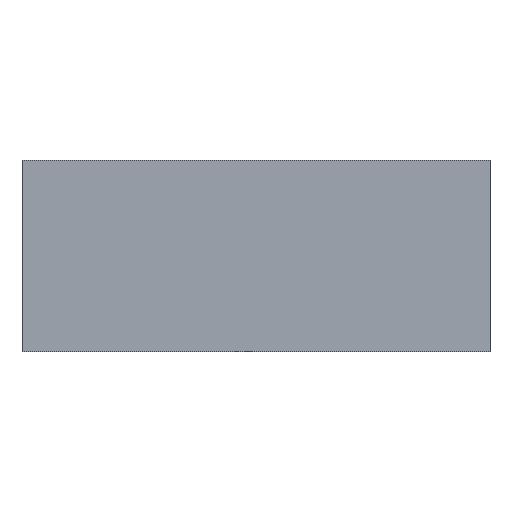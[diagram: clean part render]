
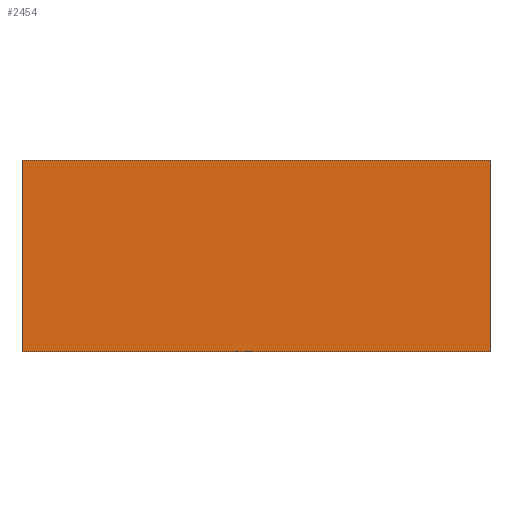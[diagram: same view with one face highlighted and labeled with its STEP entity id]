
A CAD part, front view. The second image highlights one B-rep face of the part: STEP entity #2454.
In plain terms, the highlighted planar face has unit normal (0, -1, 0).
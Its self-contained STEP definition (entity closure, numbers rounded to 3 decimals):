
#290=LINE('',#4075,#489);
#292=LINE('',#4229,#491);
#295=LINE('',#4234,#494);
#296=LINE('',#4235,#495);
#489=VECTOR('',#2971,70.);
#491=VECTOR('',#3163,70.);
#494=VECTOR('',#3168,28.6);
#495=VECTOR('',#3169,28.6);
#572=PLANE('',#2634);
#789=FACE_OUTER_BOUND('',#1004,.T.);
#1004=EDGE_LOOP('',(#2207,#2208,#2209,#2210));
#1241=VERTEX_POINT('',#4068);
#1244=VERTEX_POINT('',#4073);
#1300=VERTEX_POINT('',#4226);
#1301=VERTEX_POINT('',#4228);
#1551=EDGE_CURVE('',#1244,#1241,#290,.T.);
#1607=EDGE_CURVE('',#1300,#1301,#292,.T.);
#1610=EDGE_CURVE('',#1244,#1301,#295,.T.);
#1611=EDGE_CURVE('',#1241,#1300,#296,.T.);
#2207=ORIENTED_EDGE('',*,*,#1610,.T.);
#2208=ORIENTED_EDGE('',*,*,#1607,.F.);
#2209=ORIENTED_EDGE('',*,*,#1611,.F.);
#2210=ORIENTED_EDGE('',*,*,#1551,.F.);
#2454=ADVANCED_FACE('',(#789),#572,.F.);
#2634=AXIS2_PLACEMENT_3D('',#4233,#3166,#3167);
#2971=DIRECTION('',(1.,0.,0.));
#3163=DIRECTION('',(-1.,0.,0.));
#3166=DIRECTION('center_axis',(0.,1.,0.));
#3167=DIRECTION('ref_axis',(0.,0.,1.));
#3168=DIRECTION('',(0.,0.,-1.));
#3169=DIRECTION('',(0.,0.,-1.));
#4068=CARTESIAN_POINT('',(283.6,0.,73.6));
#4073=CARTESIAN_POINT('',(213.6,0.,73.6));
#4075=CARTESIAN_POINT('',(248.6,0.,73.6));
#4226=CARTESIAN_POINT('',(283.6,0.,45.));
#4228=CARTESIAN_POINT('',(213.6,0.,45.));
#4229=CARTESIAN_POINT('',(248.6,0.,45.));
#4233=CARTESIAN_POINT('Origin',(248.6,0.,59.3));
#4234=CARTESIAN_POINT('',(213.6,0.,59.3));
#4235=CARTESIAN_POINT('',(283.6,0.,59.3));
